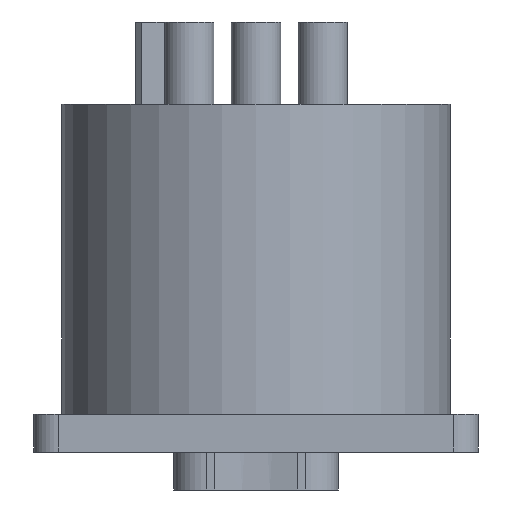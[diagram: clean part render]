
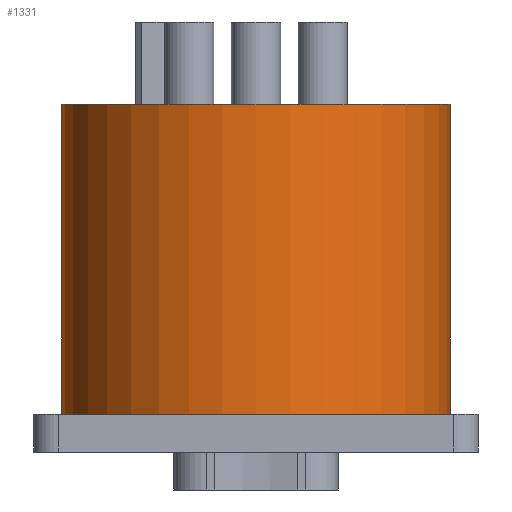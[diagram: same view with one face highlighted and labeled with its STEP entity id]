
A CAD part, front view. The second image highlights one B-rep face of the part: STEP entity #1331.
In plain terms, the highlighted cylindrical face has radius 11.8 mm (diameter 23.6 mm), a partial arc.
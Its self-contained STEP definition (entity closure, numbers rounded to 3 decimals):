
#255=CARTESIAN_POINT('',(0.,0.,2.3));
#256=DIRECTION('',(0.,0.,-1.));
#257=DIRECTION('',(1.,0.,0.));
#258=AXIS2_PLACEMENT_3D('',#255,#256,#257);
#312=DIRECTION('',(0.,0.,-1.));
#313=VECTOR('',#312,18.8);
#314=CARTESIAN_POINT('',(-11.8,0.,21.1));
#315=LINE('',#314,#313);
#316=DIRECTION('',(0.,0.,-1.));
#317=VECTOR('',#316,18.8);
#318=CARTESIAN_POINT('',(11.8,0.,21.1));
#319=LINE('',#318,#317);
#325=CARTESIAN_POINT('',(0.,0.,21.1));
#326=DIRECTION('',(0.,0.,1.));
#327=DIRECTION('',(-1.,0.,0.));
#328=AXIS2_PLACEMENT_3D('',#325,#326,#327);
#770=CARTESIAN_POINT('',(11.8,0.,21.1));
#771=CARTESIAN_POINT('',(-11.8,0.,21.1));
#772=VERTEX_POINT('',#770);
#773=VERTEX_POINT('',#771);
#774=CARTESIAN_POINT('',(-11.8,0.,2.3));
#775=VERTEX_POINT('',#774);
#776=CARTESIAN_POINT('',(11.8,0.,2.3));
#777=VERTEX_POINT('',#776);
#1319=CARTESIAN_POINT('',(0.,0.,0.));
#1320=DIRECTION('',(0.,0.,-1.));
#1321=DIRECTION('',(-1.,0.,0.));
#1322=AXIS2_PLACEMENT_3D('',#1319,#1320,#1321);
#1323=CYLINDRICAL_SURFACE('',#1322,11.8);
#1324=ORIENTED_EDGE('',*,*,#1309,.F.);
#1326=ORIENTED_EDGE('',*,*,#1325,.T.);
#1327=ORIENTED_EDGE('',*,*,#1312,.T.);
#1328=ORIENTED_EDGE('',*,*,#1191,.T.);
#1329=EDGE_LOOP('',(#1324,#1326,#1327,#1328));
#1330=FACE_OUTER_BOUND('',#1329,.F.);
#1331=ADVANCED_FACE('',(#1330),#1323,.T.);
#259=CIRCLE('',#258,11.8);
#329=CIRCLE('',#328,11.8);
#1191=EDGE_CURVE('',#777,#775,#259,.T.);
#1309=EDGE_CURVE('',#773,#775,#315,.T.);
#1312=EDGE_CURVE('',#772,#777,#319,.T.);
#1325=EDGE_CURVE('',#773,#772,#329,.T.);
